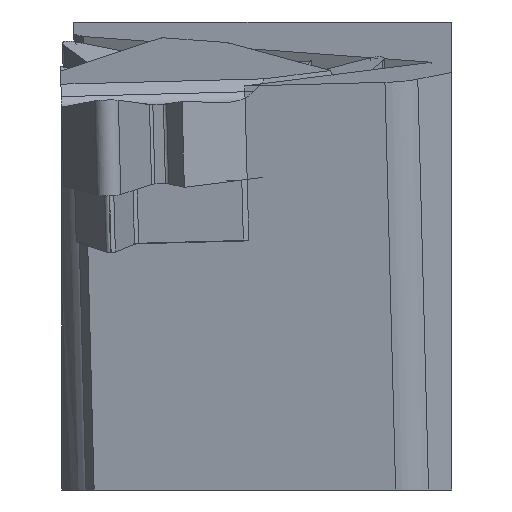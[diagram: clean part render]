
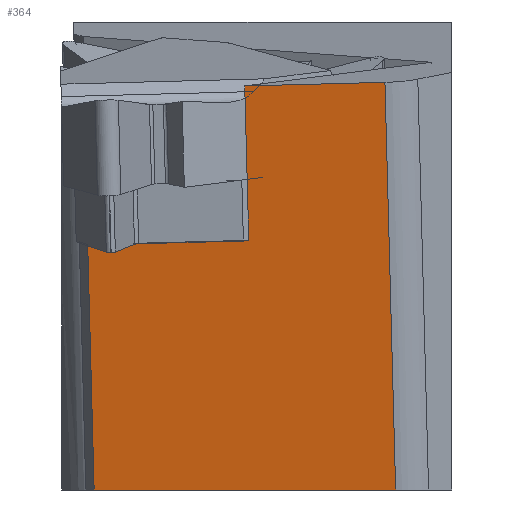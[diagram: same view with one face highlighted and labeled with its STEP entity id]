
A CAD part, left-side view. The second image highlights one B-rep face of the part: STEP entity #364.
In plain terms, the highlighted planar face has unit normal (-0.985, -0.004, -0.174).
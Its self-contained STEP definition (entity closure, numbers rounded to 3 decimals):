
#364=ADVANCED_FACE('',(#487),#435,.F.);
#435=PLANE('',#1655);
#487=FACE_OUTER_BOUND('',#558,.T.);
#558=EDGE_LOOP('',(#948,#949,#950,#951,#952,#953,#954));
#636=LINE('',#2172,#783);
#648=LINE('',#2197,#795);
#649=LINE('',#2200,#796);
#650=LINE('',#2202,#797);
#651=LINE('',#2204,#798);
#652=LINE('',#2205,#799);
#653=LINE('',#2207,#800);
#783=VECTOR('',#1784,1.);
#795=VECTOR('',#1802,1.);
#796=VECTOR('',#1803,1.);
#797=VECTOR('',#1804,1.);
#798=VECTOR('',#1805,1.);
#799=VECTOR('',#1806,1.);
#800=VECTOR('',#1807,1.);
#948=ORIENTED_EDGE('',*,*,#1456,.T.);
#949=ORIENTED_EDGE('',*,*,#1457,.F.);
#950=ORIENTED_EDGE('',*,*,#1458,.F.);
#951=ORIENTED_EDGE('',*,*,#1459,.T.);
#952=ORIENTED_EDGE('',*,*,#1443,.F.);
#953=ORIENTED_EDGE('',*,*,#1460,.T.);
#954=ORIENTED_EDGE('',*,*,#1461,.T.);
#1315=VERTEX_POINT('',#2171);
#1316=VERTEX_POINT('',#2173);
#1326=VERTEX_POINT('',#2198);
#1327=VERTEX_POINT('',#2199);
#1328=VERTEX_POINT('',#2201);
#1329=VERTEX_POINT('',#2203);
#1330=VERTEX_POINT('',#2206);
#1443=EDGE_CURVE('',#1315,#1316,#636,.T.);
#1456=EDGE_CURVE('',#1326,#1327,#648,.T.);
#1457=EDGE_CURVE('',#1328,#1327,#649,.T.);
#1458=EDGE_CURVE('',#1329,#1328,#650,.T.);
#1459=EDGE_CURVE('',#1329,#1316,#651,.T.);
#1460=EDGE_CURVE('',#1315,#1330,#652,.T.);
#1461=EDGE_CURVE('',#1330,#1326,#653,.T.);
#1655=AXIS2_PLACEMENT_3D('',#2208,#1808,#1809);
#1784=DIRECTION('',(0.,-1.,0.026));
#1802=DIRECTION('',(0.,1.,-0.026));
#1803=DIRECTION('',(-0.174,0.026,0.984));
#1804=DIRECTION('',(-0.005,1.,0.));
#1805=DIRECTION('',(-0.174,0.026,0.984));
#1806=DIRECTION('',(0.174,-0.026,-0.984));
#1807=DIRECTION('',(0.174,-0.026,-0.984));
#1808=DIRECTION('',(0.985,0.005,0.174));
#1809=DIRECTION('',(0.174,0.,-0.985));
#2171=CARTESIAN_POINT('',(4.853,13.256,0.898));
#2172=CARTESIAN_POINT('',(4.853,23.581,0.627));
#2173=CARTESIAN_POINT('',(4.853,4.268,1.133));
#2197=CARTESIAN_POINT('',(6.598,23.322,-9.266));
#2198=CARTESIAN_POINT('',(6.598,12.997,-8.996));
#2199=CARTESIAN_POINT('',(6.598,23.322,-9.266));
#2200=CARTESIAN_POINT('',(11.747,22.558,-38.456));
#2201=CARTESIAN_POINT('',(9.374,22.91,-25.));
#2202=CARTESIAN_POINT('',(9.375,22.547,-25.));
#2203=CARTESIAN_POINT('',(9.463,3.584,-25.));
#2204=CARTESIAN_POINT('',(11.747,3.245,-37.95));
#2205=CARTESIAN_POINT('',(3.994,13.383,5.771));
#2206=CARTESIAN_POINT('',(5.909,13.099,-5.088));
#2207=CARTESIAN_POINT('',(3.994,13.383,5.771));
#2208=CARTESIAN_POINT('',(11.747,22.558,-38.456));
